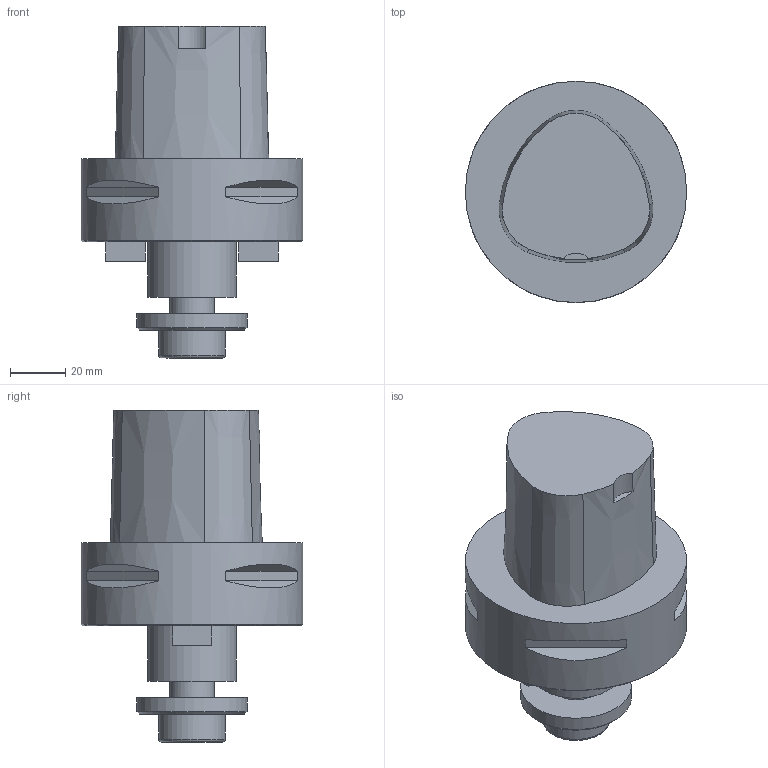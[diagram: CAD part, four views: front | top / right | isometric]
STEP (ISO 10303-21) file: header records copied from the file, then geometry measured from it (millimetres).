
FILE_DESCRIPTION(/* description */ ('3-D model version:1'),/* implementation_level */ '2;1');
FILE_NAME(/* name */ 'C8-391.05C-32030M',/* time_stamp */ '2016-12-02T14:00:42',/* author */ ('InteractiveCad'),/* organization */ ('AB Sandvik Coromant'),/* preprocessor_version */ 'ST-DEVELOPER v11',/* originating_system */ 'SIEMENS UGS NX 6.0',/* authorization */ '');
FILE_SCHEMA(('AUTOMOTIVE_DESIGN'));
Length unit declared in the file: millimetre
Products named in the file (1): C8_391_05C_32030M_SIM
Bounding box: 80 x 80 x 120 mm (x, y, z)
Volume: 287265 mm3; surface area: 34263.2 mm2
Topology: 1 solids, 1 shells, 65 faces, 128 edges, 85 vertices
Faces by surface type: plane 39, cylinder 15, cone 10, torus 1
Full cylindrical faces by diameter (mm): 4.5 x4, 10 x2, 10.4 x2, 16 x1, 17 x1, 24 x1, 32 x1, 40 x1, 80 x1
Entity records: 1660 total; most frequent: DIRECTION 298, CARTESIAN_POINT 261, ORIENTED_EDGE 210, AXIS2_PLACEMENT_3D 126, EDGE_CURVE 105, EDGE_LOOP 104, VERTEX_POINT 81, FACE_BOUND 68
